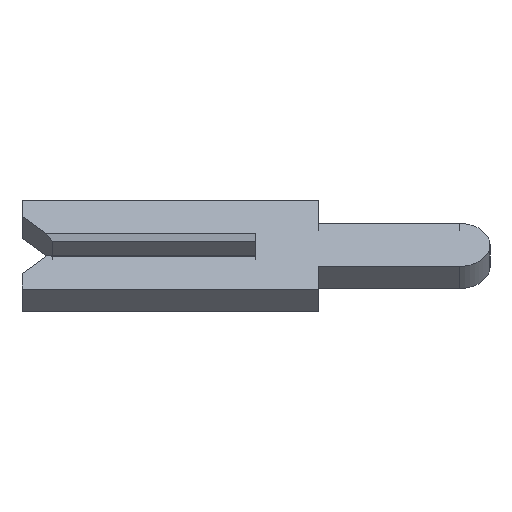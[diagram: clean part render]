
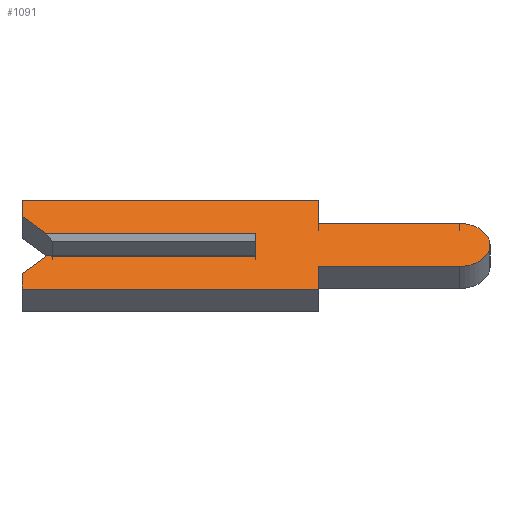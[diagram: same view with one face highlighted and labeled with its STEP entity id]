
A CAD part, left-side view. The second image highlights one B-rep face of the part: STEP entity #1091.
In plain terms, the highlighted face is planar.
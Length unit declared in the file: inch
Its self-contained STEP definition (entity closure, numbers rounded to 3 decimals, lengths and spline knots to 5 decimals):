
#18 = CARTESIAN_POINT ( 'NONE',  ( -0.01, -0.04, 0.04 ) ) ;
#21 = ORIENTED_EDGE ( 'NONE', *, *, #161, .F. ) ;
#22 = ORIENTED_EDGE ( 'NONE', *, *, #130, .F. ) ;
#40 = EDGE_LOOP ( 'NONE', ( #967, #850, #375, #608, #21, #1119, #348, #606, #1442, #1270, #1271, #862, #22, #123 ) ) ;
#117 = VERTEX_POINT ( 'NONE', #1598 ) ;
#123 = ORIENTED_EDGE ( 'NONE', *, *, #1095, .F. ) ;
#126 = CARTESIAN_POINT ( 'NONE',  ( -0.01, 0.15, -0.026 ) ) ;
#127 = PLANE ( 'NONE',  #391 ) ;
#130 = EDGE_CURVE ( 'NONE', #880, #305, #856, .T. ) ;
#145 = CARTESIAN_POINT ( 'NONE',  ( -0.01, 0.134, 0.01 ) ) ;
#157 = VECTOR ( 'NONE', #952, 39.37008 ) ;
#161 = EDGE_CURVE ( 'NONE', #1172, #170, #162, .T. ) ;
#162 = LINE ( 'NONE', #892, #1041 ) ;
#170 = VERTEX_POINT ( 'NONE', #126 ) ;
#176 = CARTESIAN_POINT ( 'NONE',  ( -0.01, 0., -0.01 ) ) ;
#182 = VECTOR ( 'NONE', #1393, 39.37008 ) ;
#185 = VERTEX_POINT ( 'NONE', #878 ) ;
#194 = DIRECTION ( 'NONE',  ( 0., -1., 0. ) ) ;
#240 = EDGE_CURVE ( 'NONE', #884, #1172, #1548, .T. ) ;
#245 = DIRECTION ( 'NONE',  ( 0., 0.707, 0.707 ) ) ;
#260 = CARTESIAN_POINT ( 'NONE',  ( -0.01, 0.15, -0.04 ) ) ;
#271 = CARTESIAN_POINT ( 'NONE',  ( -0.01, -0.04, 0.0195 ) ) ;
#284 = EDGE_CURVE ( 'NONE', #787, #185, #1080, .T. ) ;
#305 = VERTEX_POINT ( 'NONE', #662 ) ;
#314 = DIRECTION ( 'NONE',  ( 0., 0., -1. ) ) ;
#320 = EDGE_CURVE ( 'NONE', #185, #1547, #330, .T. ) ;
#330 = LINE ( 'NONE', #271, #1301 ) ;
#333 = EDGE_CURVE ( 'NONE', #1401, #706, #1278, .T. ) ;
#343 = DIRECTION ( 'NONE',  ( 0., 0., -1. ) ) ;
#348 = ORIENTED_EDGE ( 'NONE', *, *, #1016, .F. ) ;
#353 = VECTOR ( 'NONE', #561, 39.37008 ) ;
#375 = ORIENTED_EDGE ( 'NONE', *, *, #333, .F. ) ;
#380 = CARTESIAN_POINT ( 'NONE',  ( -0.01, 0.1305, 0.0065 ) ) ;
#387 = LINE ( 'NONE', #1063, #157 ) ;
#391 = AXIS2_PLACEMENT_3D ( 'NONE', #888, #1009, #1384 ) ;
#409 = DIRECTION ( 'NONE',  ( 0., 0., -1. ) ) ;
#415 = CARTESIAN_POINT ( 'NONE',  ( -0.01, -0.1305, -0.0195 ) ) ;
#420 = CARTESIAN_POINT ( 'NONE',  ( -0.01, -0.1305, 0.0195 ) ) ;
#426 = CARTESIAN_POINT ( 'NONE',  ( -0.01, 0.15, 0.01 ) ) ;
#440 = CARTESIAN_POINT ( 'NONE',  ( -0.01, 0.15, 0.04 ) ) ;
#441 = CARTESIAN_POINT ( 'NONE',  ( -0.01, -0.04, -0.0195 ) ) ;
#442 = CARTESIAN_POINT ( 'NONE',  ( -0.01, -0.04, -0.04 ) ) ;
#449 = LINE ( 'NONE', #442, #1380 ) ;
#503 = CARTESIAN_POINT ( 'NONE',  ( -0.01, 0.15, 0.026 ) ) ;
#508 = VECTOR ( 'NONE', #409, 39.37008 ) ;
#519 = EDGE_CURVE ( 'NONE', #170, #1401, #1011, .T. ) ;
#533 = CARTESIAN_POINT ( 'NONE',  ( -0.01, -0.1305, -0.01 ) ) ;
#561 = DIRECTION ( 'NONE',  ( 0., -1., 0. ) ) ;
#590 = VECTOR ( 'NONE', #194, 39.37008 ) ;
#599 = CARTESIAN_POINT ( 'NONE',  ( -0.01, 0.15, 0.026 ) ) ;
#606 = ORIENTED_EDGE ( 'NONE', *, *, #1597, .F. ) ;
#608 = ORIENTED_EDGE ( 'NONE', *, *, #519, .F. ) ;
#621 = EDGE_CURVE ( 'NONE', #1128, #117, #908, .T. ) ;
#641 = VERTEX_POINT ( 'NONE', #415 ) ;
#652 = FACE_OUTER_BOUND ( 'NONE', #40, .T. ) ;
#662 = CARTESIAN_POINT ( 'NONE',  ( -0.01, 0.15, 0.04 ) ) ;
#666 = EDGE_CURVE ( 'NONE', #1547, #641, #1234, .T. ) ;
#695 = VERTEX_POINT ( 'NONE', #1178 ) ;
#706 = VERTEX_POINT ( 'NONE', #176 ) ;
#729 = EDGE_CURVE ( 'NONE', #305, #787, #1463, .T. ) ;
#787 = VERTEX_POINT ( 'NONE', #827 ) ;
#796 = VECTOR ( 'NONE', #1526, 39.37008 ) ;
#813 = EDGE_CURVE ( 'NONE', #706, #117, #387, .T. ) ;
#827 = CARTESIAN_POINT ( 'NONE',  ( -0.01, -0.04, 0.04 ) ) ;
#850 = ORIENTED_EDGE ( 'NONE', *, *, #813, .F. ) ;
#856 = LINE ( 'NONE', #503, #182 ) ;
#862 = ORIENTED_EDGE ( 'NONE', *, *, #729, .F. ) ;
#878 = CARTESIAN_POINT ( 'NONE',  ( -0.01, -0.04, 0.0195 ) ) ;
#880 = VERTEX_POINT ( 'NONE', #599 ) ;
#884 = VERTEX_POINT ( 'NONE', #1205 ) ;
#888 = CARTESIAN_POINT ( 'NONE',  ( -0.01, -0.1305, 0. ) ) ;
#892 = CARTESIAN_POINT ( 'NONE',  ( -0.01, 0.15, -0.026 ) ) ;
#908 = LINE ( 'NONE', #426, #590 ) ;
#952 = DIRECTION ( 'NONE',  ( 0., 0., 1. ) ) ;
#954 = VECTOR ( 'NONE', #1416, 39.37008 ) ;
#961 = CARTESIAN_POINT ( 'NONE',  ( -0.01, -0.1305, 0. ) ) ;
#967 = ORIENTED_EDGE ( 'NONE', *, *, #621, .T. ) ;
#994 = VECTOR ( 'NONE', #245, 39.37008 ) ;
#1009 = DIRECTION ( 'NONE',  ( 1., 0., 0. ) ) ;
#1011 = LINE ( 'NONE', #1057, #796 ) ;
#1016 = EDGE_CURVE ( 'NONE', #695, #884, #449, .T. ) ;
#1041 = VECTOR ( 'NONE', #1504, 39.37008 ) ;
#1051 = LINE ( 'NONE', #380, #994 ) ;
#1057 = CARTESIAN_POINT ( 'NONE',  ( -0.01, 0.1305, -0.0065 ) ) ;
#1063 = CARTESIAN_POINT ( 'NONE',  ( -0.01, 0., 0.0065 ) ) ;
#1080 = LINE ( 'NONE', #18, #508 ) ;
#1091 = ADVANCED_FACE ( 'NONE', ( #652 ), #127, .F. ) ;
#1095 = EDGE_CURVE ( 'NONE', #1128, #880, #1051, .T. ) ;
#1119 = ORIENTED_EDGE ( 'NONE', *, *, #240, .F. ) ;
#1128 = VERTEX_POINT ( 'NONE', #145 ) ;
#1129 = CARTESIAN_POINT ( 'NONE',  ( -0.01, 0.15, -0.04 ) ) ;
#1151 = DIRECTION ( 'NONE',  ( 0., -1., 0. ) ) ;
#1172 = VERTEX_POINT ( 'NONE', #1129 ) ;
#1178 = CARTESIAN_POINT ( 'NONE',  ( -0.01, -0.04, -0.0195 ) ) ;
#1185 = DIRECTION ( 'NONE',  ( 0., 1., 0. ) ) ;
#1205 = CARTESIAN_POINT ( 'NONE',  ( -0.01, -0.04, -0.04 ) ) ;
#1215 = VECTOR ( 'NONE', #1407, 39.37008 ) ;
#1234 = CIRCLE ( 'NONE', #1454, 0.0195 ) ;
#1270 = ORIENTED_EDGE ( 'NONE', *, *, #320, .F. ) ;
#1271 = ORIENTED_EDGE ( 'NONE', *, *, #284, .F. ) ;
#1278 = LINE ( 'NONE', #533, #954 ) ;
#1281 = CARTESIAN_POINT ( 'NONE',  ( -0.01, 0.134, -0.01 ) ) ;
#1301 = VECTOR ( 'NONE', #1151, 39.37008 ) ;
#1325 = DIRECTION ( 'NONE',  ( 1., 0., 0. ) ) ;
#1380 = VECTOR ( 'NONE', #343, 39.37008 ) ;
#1384 = DIRECTION ( 'NONE',  ( 0., 0., -1. ) ) ;
#1393 = DIRECTION ( 'NONE',  ( 0., 0., 1. ) ) ;
#1401 = VERTEX_POINT ( 'NONE', #1281 ) ;
#1407 = DIRECTION ( 'NONE',  ( 0., 1., 0. ) ) ;
#1416 = DIRECTION ( 'NONE',  ( 0., -1., 0. ) ) ;
#1442 = ORIENTED_EDGE ( 'NONE', *, *, #666, .F. ) ;
#1454 = AXIS2_PLACEMENT_3D ( 'NONE', #961, #1325, #314 ) ;
#1463 = LINE ( 'NONE', #440, #353 ) ;
#1504 = DIRECTION ( 'NONE',  ( 0., 0., 1. ) ) ;
#1512 = VECTOR ( 'NONE', #1185, 39.37008 ) ;
#1526 = DIRECTION ( 'NONE',  ( 0., -0.707, 0.707 ) ) ;
#1532 = LINE ( 'NONE', #441, #1512 ) ;
#1547 = VERTEX_POINT ( 'NONE', #420 ) ;
#1548 = LINE ( 'NONE', #260, #1215 ) ;
#1597 = EDGE_CURVE ( 'NONE', #641, #695, #1532, .T. ) ;
#1598 = CARTESIAN_POINT ( 'NONE',  ( -0.01, 0., 0.01 ) ) ;
